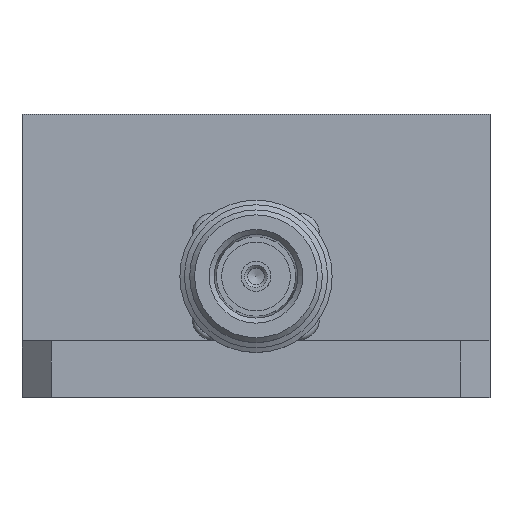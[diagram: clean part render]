
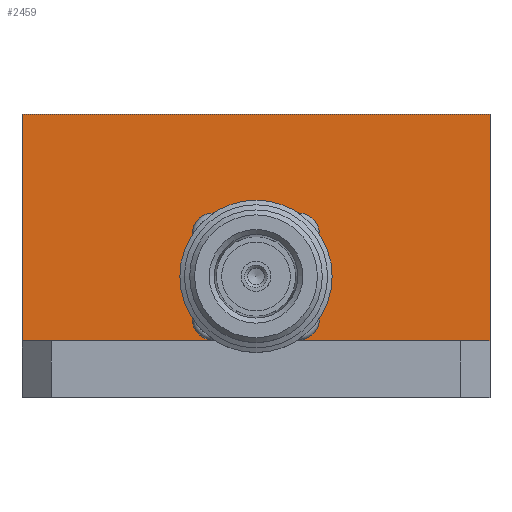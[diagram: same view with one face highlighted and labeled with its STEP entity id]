
A CAD part, top view. The second image highlights one B-rep face of the part: STEP entity #2459.
In plain terms, the highlighted face is planar.
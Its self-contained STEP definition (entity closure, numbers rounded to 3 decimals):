
#102 = VECTOR ( 'NONE', #1392, 1000. ) ;
#113 = CARTESIAN_POINT ( 'NONE',  ( -23.812, -10.73, 28.83 ) ) ;
#249 = VERTEX_POINT ( 'NONE', #1002 ) ;
#279 = CARTESIAN_POINT ( 'NONE',  ( -23.812, -10.73, 5.72 ) ) ;
#309 = ORIENTED_EDGE ( 'NONE', *, *, #2543, .T. ) ;
#347 = PLANE ( 'NONE',  #2419 ) ;
#456 = CARTESIAN_POINT ( 'NONE',  ( 23.813, -10.73, 28.83 ) ) ;
#457 = CARTESIAN_POINT ( 'NONE',  ( 0., -10.73, 12.27 ) ) ;
#470 = EDGE_CURVE ( 'NONE', #1656, #2815, #2882, .T. ) ;
#524 = ORIENTED_EDGE ( 'NONE', *, *, #2029, .F. ) ;
#567 = FACE_OUTER_BOUND ( 'NONE', #726, .T. ) ;
#663 = DIRECTION ( 'NONE',  ( 1., 0., 0. ) ) ;
#718 = CARTESIAN_POINT ( 'NONE',  ( -23.812, -10.73, 5.72 ) ) ;
#726 = EDGE_LOOP ( 'NONE', ( #309, #2577, #524, #2493 ) ) ;
#744 = DIRECTION ( 'NONE',  ( 0., -1., 0. ) ) ;
#811 = VECTOR ( 'NONE', #846, 1000. ) ;
#846 = DIRECTION ( 'NONE',  ( 0., 0., 1. ) ) ;
#903 = EDGE_CURVE ( 'NONE', #249, #1556, #1306, .T. ) ;
#1002 = CARTESIAN_POINT ( 'NONE',  ( -23.812, -10.73, 5.72 ) ) ;
#1106 = EDGE_CURVE ( 'NONE', #2516, #2516, #2289, .T. ) ;
#1306 = LINE ( 'NONE', #718, #3214 ) ;
#1392 = DIRECTION ( 'NONE',  ( 1., 0., 0. ) ) ;
#1544 = CARTESIAN_POINT ( 'NONE',  ( -23.812, -10.73, 28.83 ) ) ;
#1556 = VERTEX_POINT ( 'NONE', #2897 ) ;
#1620 = FACE_BOUND ( 'NONE', #2524, .T. ) ;
#1625 = DIRECTION ( 'NONE',  ( 0., 0., 1. ) ) ;
#1656 = VERTEX_POINT ( 'NONE', #1544 ) ;
#1779 = VECTOR ( 'NONE', #1625, 1000. ) ;
#1874 = LINE ( 'NONE', #2911, #1779 ) ;
#2029 = EDGE_CURVE ( 'NONE', #249, #1656, #1874, .T. ) ;
#2264 = CARTESIAN_POINT ( 'NONE',  ( 0., -10.73, 10.27 ) ) ;
#2289 = CIRCLE ( 'NONE', #2726, 2. ) ;
#2375 = LINE ( 'NONE', #3159, #811 ) ;
#2393 = DIRECTION ( 'NONE',  ( 0., 0., 1. ) ) ;
#2419 = AXIS2_PLACEMENT_3D ( 'NONE', #279, #3121, #2393 ) ;
#2459 = ADVANCED_FACE ( 'NONE', ( #567, #1620 ), #347, .F. ) ;
#2493 = ORIENTED_EDGE ( 'NONE', *, *, #903, .T. ) ;
#2516 = VERTEX_POINT ( 'NONE', #2264 ) ;
#2524 = EDGE_LOOP ( 'NONE', ( #3179 ) ) ;
#2543 = EDGE_CURVE ( 'NONE', #1556, #2815, #2375, .T. ) ;
#2577 = ORIENTED_EDGE ( 'NONE', *, *, #470, .F. ) ;
#2726 = AXIS2_PLACEMENT_3D ( 'NONE', #457, #744, #3288 ) ;
#2815 = VERTEX_POINT ( 'NONE', #456 ) ;
#2882 = LINE ( 'NONE', #113, #102 ) ;
#2897 = CARTESIAN_POINT ( 'NONE',  ( 23.813, -10.73, 5.72 ) ) ;
#2911 = CARTESIAN_POINT ( 'NONE',  ( -23.812, -10.73, 5.72 ) ) ;
#3121 = DIRECTION ( 'NONE',  ( 0., 1., 0. ) ) ;
#3159 = CARTESIAN_POINT ( 'NONE',  ( 23.813, -10.73, 5.72 ) ) ;
#3179 = ORIENTED_EDGE ( 'NONE', *, *, #1106, .F. ) ;
#3214 = VECTOR ( 'NONE', #663, 1000. ) ;
#3288 = DIRECTION ( 'NONE',  ( 0., 0., -1. ) ) ;
